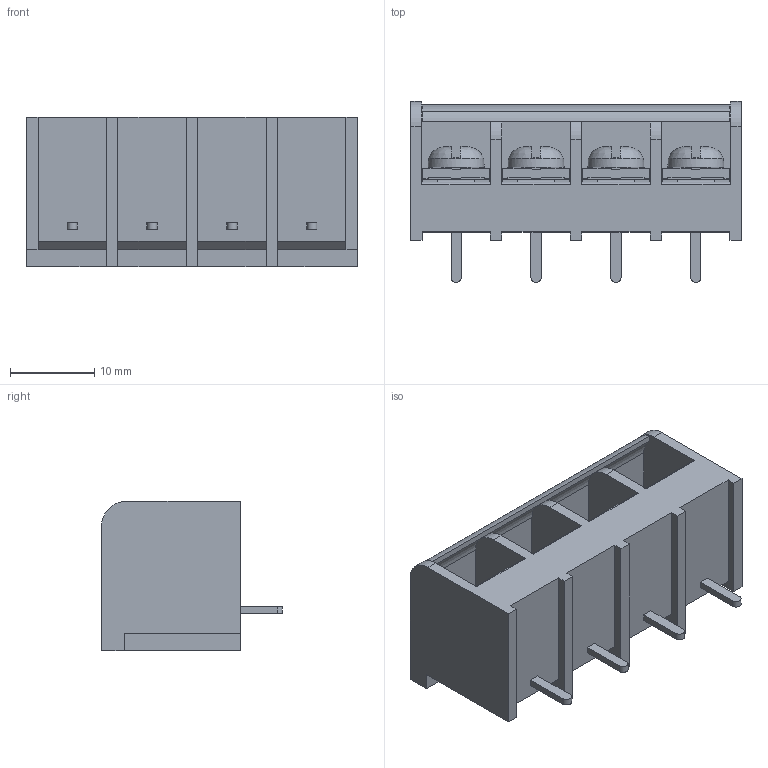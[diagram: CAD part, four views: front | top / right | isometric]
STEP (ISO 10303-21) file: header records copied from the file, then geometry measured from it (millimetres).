
FILE_DESCRIPTION(/* description */ ('STEP AP214'),/* implementation_level */ '2;1');
FILE_NAME(/* name */ 'psolqas_2428_0',/* time_stamp */ '2023-12-06T01:15:00+01:00',/* author */ ('License CC BY-ND 4.0'),/* organization */ ('CADENAS'),/* preprocessor_version */ 'ST-DEVELOPER v19.3',/* originating_system */ 'PARTsolutions',/* authorisation */ ' ');
FILE_SCHEMA (('AUTOMOTIVE_DESIGN {1 0 10303 214 3 1 1}'));
Length unit declared in the file: metre
Products named in the file (1): DINKLE_DT-49-C91W-XX
Bounding box: 39.3 x 21.5 x 17.8 mm (x, y, z)
Volume: 6132.5 mm3; surface area: 6950.7 mm2
Topology: 1 solids, 1 shells, 443 faces, 1309 edges, 858 vertices
Faces by surface type: plane 387, cylinder 28, cone 20, bspline 8
Entity records: 18562 total; most frequent: CARTESIAN_POINT 3663, ORIENTED_EDGE 2602, DIRECTION 2243, EDGE_CURVE 1301, LINE 1087, VECTOR 1087, VERTEX_POINT 854, AXIS2_PLACEMENT_3D 578
